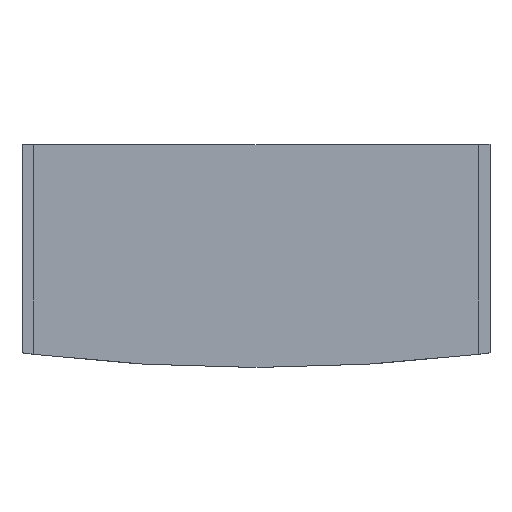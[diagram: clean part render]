
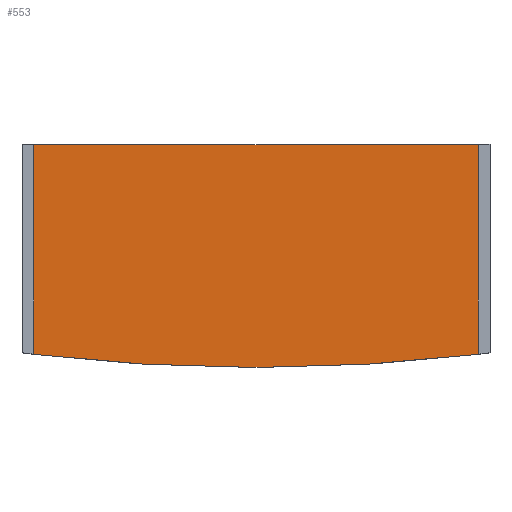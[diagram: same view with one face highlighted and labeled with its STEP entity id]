
A CAD part, top view. The second image highlights one B-rep face of the part: STEP entity #553.
In plain terms, the highlighted planar face has unit normal (0, 0, 1).
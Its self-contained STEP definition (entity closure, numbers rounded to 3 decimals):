
#29 = AXIS2_PLACEMENT_3D ( 'NONE', #374, #299, #238 ) ;
#36 = CARTESIAN_POINT ( 'NONE',  ( -88.421, -29.512, 2. ) ) ;
#43 = CARTESIAN_POINT ( 'NONE',  ( -12.421, 0., 2. ) ) ;
#58 = VERTEX_POINT ( 'NONE', #799 ) ;
#68 = ORIENTED_EDGE ( 'NONE', *, *, #74, .T. ) ;
#74 = EDGE_CURVE ( 'NONE', #563, #707, #237, .T. ) ;
#75 = VERTEX_POINT ( 'NONE', #184 ) ;
#90 = PLANE ( 'NONE',  #798 ) ;
#147 = VECTOR ( 'NONE', #185, 1000. ) ;
#174 = DIRECTION ( 'NONE',  ( -1., 0., 0. ) ) ;
#184 = CARTESIAN_POINT ( 'NONE',  ( -12.421, 6.333, 2. ) ) ;
#185 = DIRECTION ( 'NONE',  ( 0., 1., 0. ) ) ;
#202 = ORIENTED_EDGE ( 'NONE', *, *, #330, .T. ) ;
#221 = FACE_OUTER_BOUND ( 'NONE', #729, .T. ) ;
#231 = DIRECTION ( 'NONE',  ( 0., 1., 0. ) ) ;
#232 = LINE ( 'NONE', #610, #335 ) ;
#234 = CARTESIAN_POINT ( 'NONE',  ( -88.421, 0., 2. ) ) ;
#237 = CIRCLE ( 'NONE', #29, 321.75 ) ;
#238 = DIRECTION ( 'NONE',  ( 1., 0., 0. ) ) ;
#273 = ORIENTED_EDGE ( 'NONE', *, *, #336, .F. ) ;
#299 = DIRECTION ( 'NONE',  ( 0., 0., 1. ) ) ;
#306 = VECTOR ( 'NONE', #231, 1000. ) ;
#330 = EDGE_CURVE ( 'NONE', #707, #75, #741, .T. ) ;
#335 = VECTOR ( 'NONE', #174, 1000. ) ;
#336 = EDGE_CURVE ( 'NONE', #563, #58, #792, .T. ) ;
#374 = CARTESIAN_POINT ( 'NONE',  ( -50.421, 289.987, 2. ) ) ;
#470 = DIRECTION ( 'NONE',  ( 1., 0., 0. ) ) ;
#536 = ORIENTED_EDGE ( 'NONE', *, *, #642, .T. ) ;
#553 = ADVANCED_FACE ( 'NONE', ( #221 ), #90, .T. ) ;
#563 = VERTEX_POINT ( 'NONE', #36 ) ;
#596 = DIRECTION ( 'NONE',  ( 0., 0., 1. ) ) ;
#610 = CARTESIAN_POINT ( 'NONE',  ( 0., 6.333, 2. ) ) ;
#615 = CARTESIAN_POINT ( 'NONE',  ( -12.421, -29.512, 2. ) ) ;
#642 = EDGE_CURVE ( 'NONE', #75, #58, #232, .T. ) ;
#705 = CARTESIAN_POINT ( 'NONE',  ( 0., 0., 2. ) ) ;
#707 = VERTEX_POINT ( 'NONE', #615 ) ;
#729 = EDGE_LOOP ( 'NONE', ( #273, #68, #202, #536 ) ) ;
#741 = LINE ( 'NONE', #43, #147 ) ;
#792 = LINE ( 'NONE', #234, #306 ) ;
#798 = AXIS2_PLACEMENT_3D ( 'NONE', #705, #596, #470 ) ;
#799 = CARTESIAN_POINT ( 'NONE',  ( -88.421, 6.333, 2. ) ) ;
